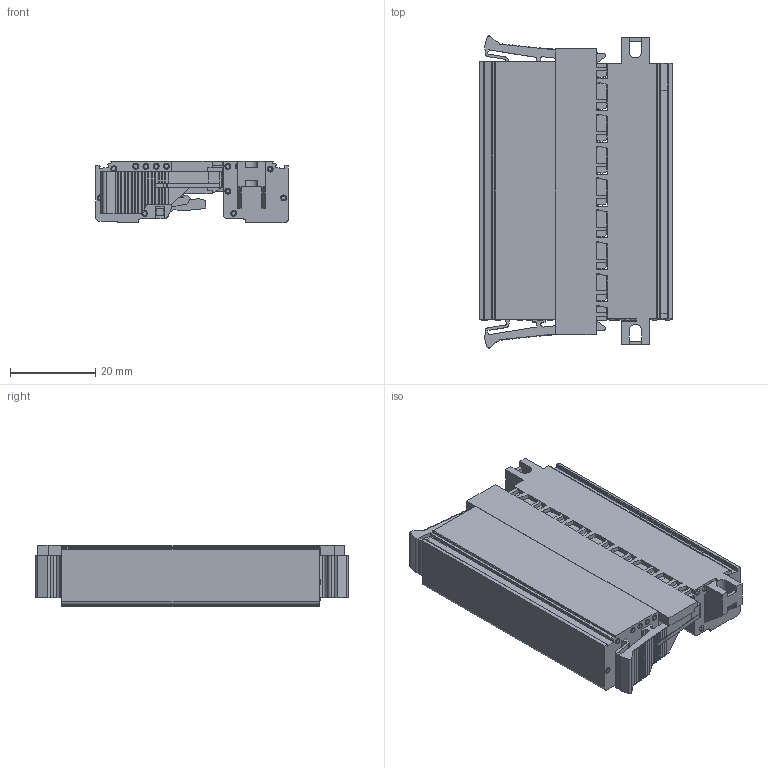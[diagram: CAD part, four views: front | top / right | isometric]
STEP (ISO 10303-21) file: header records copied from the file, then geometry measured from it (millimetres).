
FILE_DESCRIPTION(/* description */ ('Unknown'),/* implementation_level */ '2;1');
FILE_NAME(/* name */ 'DPSC7.50PM-8W_3D_SOLID',/* time_stamp */ '2025-02-19T14:20:58+06:00',/* author */ ('Unknown'),/* organization */ ('Unknown'),/* preprocessor_version */ 'ST-DEVELOPER v16.7',/* originating_system */ 'Solid Edge',/* authorisation */ 'Unknown');
FILE_SCHEMA (('AUTOMOTIVE_DESIGN {1 0 10303 214 3 1 1}'));
Products named in the file (1): DPSC7.50PM-8W_3D_SOLID
Bounding box: 45.25 x 73.35 x 14.5 mm (x, y, z)
Volume: 31267.7 mm3; surface area: 20560 mm2
Topology: 1 solids, 11 shells, 2770 faces, 8350 edges, 5479 vertices
Faces by surface type: plane 1968, cylinder 563, bspline 174, cone 26, torus 21, sphere 18
Full cylindrical faces by diameter (mm): 2.9 x6, 3.7 x8
Entity records: 116262 total; most frequent: CARTESIAN_POINT 22346, ORIENTED_EDGE 16534, DIRECTION 14328, EDGE_CURVE 8267, LINE 6216, VECTOR 6216, VERTEX_POINT 5464, AXIS2_PLACEMENT_3D 4056
